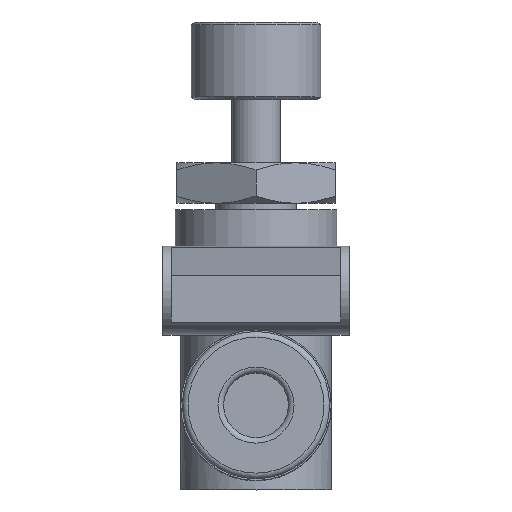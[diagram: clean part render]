
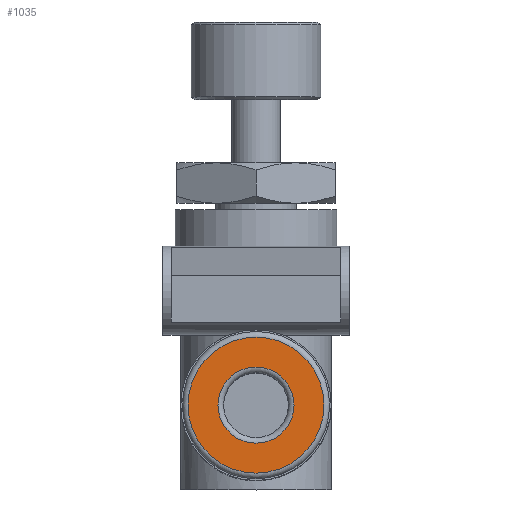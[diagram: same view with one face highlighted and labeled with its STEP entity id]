
A CAD part, top view. The second image highlights one B-rep face of the part: STEP entity #1035.
In plain terms, the highlighted planar face has unit normal (0, 0, 1).
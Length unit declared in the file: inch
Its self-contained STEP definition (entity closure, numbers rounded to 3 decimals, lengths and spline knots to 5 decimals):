
#40=PLANE('',#1171);
#104=FACE_BOUND('',#368,.T.);
#280=FACE_OUTER_BOUND('',#367,.T.);
#367=EDGE_LOOP('',(#922));
#368=EDGE_LOOP('',(#923));
#387=CIRCLE('',#1068,0.16535);
#392=CIRCLE('',#1075,0.09252);
#445=VERTEX_POINT('',#1499);
#449=VERTEX_POINT('',#1511);
#537=EDGE_CURVE('',#445,#445,#387,.T.);
#542=EDGE_CURVE('',#449,#449,#392,.T.);
#922=ORIENTED_EDGE('',*,*,#537,.F.);
#923=ORIENTED_EDGE('',*,*,#542,.F.);
#1035=ADVANCED_FACE('',(#280,#104),#40,.F.);
#1068=AXIS2_PLACEMENT_3D('',#1501,#1205,#1206);
#1075=AXIS2_PLACEMENT_3D('',#1512,#1219,#1220);
#1171=AXIS2_PLACEMENT_3D('',#2102,#1455,#1456);
#1205=DIRECTION('center_axis',(0.,0.,-1.));
#1206=DIRECTION('ref_axis',(-1.,0.,0.));
#1219=DIRECTION('center_axis',(0.,0.,1.));
#1220=DIRECTION('ref_axis',(1.,0.,0.));
#1455=DIRECTION('center_axis',(0.,0.,-1.));
#1456=DIRECTION('ref_axis',(-1.,0.,0.));
#1499=CARTESIAN_POINT('',(0.16535,0.,0.80118));
#1501=CARTESIAN_POINT('Origin',(0.,0.,0.80118));
#1511=CARTESIAN_POINT('',(0.09252,0.,0.80118));
#1512=CARTESIAN_POINT('Origin',(0.,0.,0.80118));
#2102=CARTESIAN_POINT('Origin',(0.,0.17913,0.80118));
